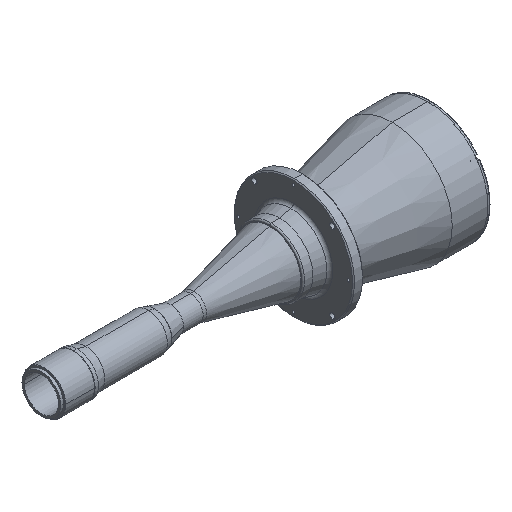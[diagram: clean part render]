
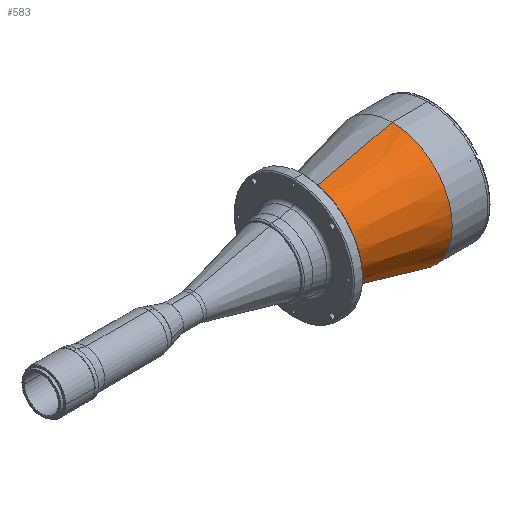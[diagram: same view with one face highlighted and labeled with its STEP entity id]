
A CAD part, isometric view. The second image highlights one B-rep face of the part: STEP entity #583.
In plain terms, the highlighted conical face has half-angle 13.358 degrees and reference radius 50 mm.
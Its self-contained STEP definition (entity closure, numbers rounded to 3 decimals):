
#47 = VECTOR ( 'NONE', #3814, 1000. ) ;
#63 = LINE ( 'NONE', #3830, #47 ) ;
#211 = CARTESIAN_POINT ( 'NONE',  ( 256.08, 0., 59.954 ) ) ;
#241 = VERTEX_POINT ( 'NONE', #211 ) ;
#327 = DIRECTION ( 'NONE',  ( -1., 0., 0. ) ) ;
#376 = EDGE_CURVE ( 'NONE', #1734, #1415, #63, .T. ) ;
#583 = ADVANCED_FACE ( 'NONE', ( #4089 ), #4034, .T. ) ;
#598 = EDGE_CURVE ( 'NONE', #1734, #241, #3887, .T. ) ;
#697 = CARTESIAN_POINT ( 'NONE',  ( 256.08, 0., -59.954 ) ) ;
#814 = AXIS2_PLACEMENT_3D ( 'NONE', #3144, #3145, #3169 ) ;
#828 = ORIENTED_EDGE ( 'NONE', *, *, #952, .F. ) ;
#835 = LINE ( 'NONE', #1165, #3031 ) ;
#840 = ORIENTED_EDGE ( 'NONE', *, *, #598, .F. ) ;
#861 = ORIENTED_EDGE ( 'NONE', *, *, #376, .T. ) ;
#881 = ORIENTED_EDGE ( 'NONE', *, *, #2419, .T. ) ;
#948 = VERTEX_POINT ( 'NONE', #1291 ) ;
#952 = EDGE_CURVE ( 'NONE', #241, #948, #835, .T. ) ;
#1165 = CARTESIAN_POINT ( 'NONE',  ( 214.161, 0., 50. ) ) ;
#1251 = DIRECTION ( 'NONE',  ( 0.973, 0., 0.231 ) ) ;
#1290 = EDGE_LOOP ( 'NONE', ( #828, #840, #861, #881 ) ) ;
#1291 = CARTESIAN_POINT ( 'NONE',  ( 382.606, 0., 90. ) ) ;
#1415 = VERTEX_POINT ( 'NONE', #4112 ) ;
#1734 = VERTEX_POINT ( 'NONE', #697 ) ;
#2419 = EDGE_CURVE ( 'NONE', #1415, #948, #3945, .T. ) ;
#2481 = CARTESIAN_POINT ( 'NONE',  ( 382.606, 0., 0. ) ) ;
#3010 = DIRECTION ( 'NONE',  ( 0., 0., 1. ) ) ;
#3011 = DIRECTION ( 'NONE',  ( -1., 0., 0. ) ) ;
#3023 = CARTESIAN_POINT ( 'NONE',  ( 256.08, 0., 0. ) ) ;
#3031 = VECTOR ( 'NONE', #1251, 1000. ) ;
#3144 = CARTESIAN_POINT ( 'NONE',  ( 214.161, 0., 0. ) ) ;
#3145 = DIRECTION ( 'NONE',  ( 1., 0., 0. ) ) ;
#3169 = DIRECTION ( 'NONE',  ( 0., 0., -1. ) ) ;
#3467 = AXIS2_PLACEMENT_3D ( 'NONE', #2481, #327, #4114 ) ;
#3814 = DIRECTION ( 'NONE',  ( 0.973, 0., -0.231 ) ) ;
#3830 = CARTESIAN_POINT ( 'NONE',  ( 214.161, 0., -50. ) ) ;
#3887 = CIRCLE ( 'NONE', #4223, 59.954 ) ;
#3945 = CIRCLE ( 'NONE', #3467, 90. ) ;
#4034 = CONICAL_SURFACE ( 'NONE', #814, 50., 0.233 ) ;
#4089 = FACE_OUTER_BOUND ( 'NONE', #1290, .T. ) ;
#4112 = CARTESIAN_POINT ( 'NONE',  ( 382.606, 0., -90. ) ) ;
#4114 = DIRECTION ( 'NONE',  ( 0., 0., 1. ) ) ;
#4223 = AXIS2_PLACEMENT_3D ( 'NONE', #3023, #3011, #3010 ) ;
